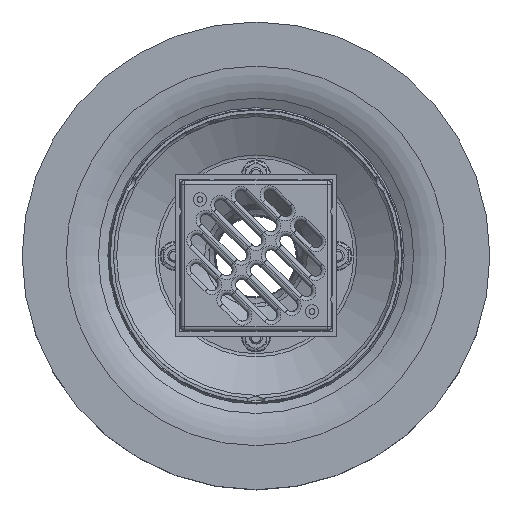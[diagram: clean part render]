
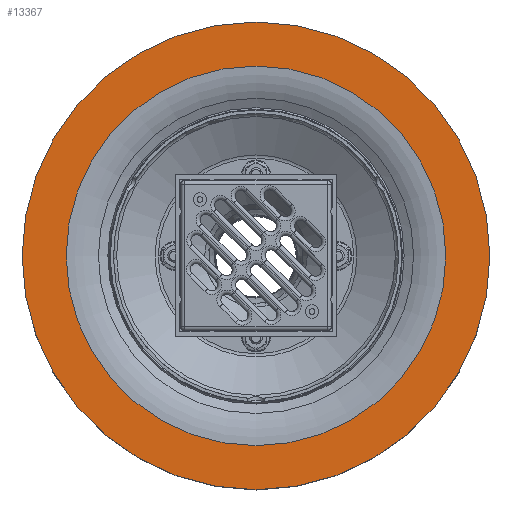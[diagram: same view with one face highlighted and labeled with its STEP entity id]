
A CAD part, top view. The second image highlights one B-rep face of the part: STEP entity #13367.
In plain terms, the highlighted planar face has unit normal (0, 0, 1).
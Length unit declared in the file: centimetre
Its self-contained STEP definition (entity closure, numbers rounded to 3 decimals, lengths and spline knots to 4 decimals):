
#158=FACE_BOUND('',#2825,.T.);
#788=PLANE('',#15123);
#1856=FACE_OUTER_BOUND('',#2824,.T.);
#2824=EDGE_LOOP('',(#12154));
#2825=EDGE_LOOP('',(#12155));
#5270=CIRCLE('',#15094,146.);
#5287=CIRCLE('',#15121,118.5);
#6450=VERTEX_POINT('',#25059);
#6464=VERTEX_POINT('',#25104);
#8346=EDGE_CURVE('',#6450,#6450,#5270,.T.);
#8366=EDGE_CURVE('',#6464,#6464,#5287,.T.);
#12154=ORIENTED_EDGE('',*,*,#8346,.F.);
#12155=ORIENTED_EDGE('',*,*,#8366,.T.);
#13367=ADVANCED_FACE('',(#1856,#158),#788,.T.);
#15094=AXIS2_PLACEMENT_3D('',#25061,#19298,#19299);
#15121=AXIS2_PLACEMENT_3D('',#25105,#19355,#19356);
#15123=AXIS2_PLACEMENT_3D('',#25107,#19359,#19360);
#19298=DIRECTION('center_axis',(0.,0.,-1.));
#19299=DIRECTION('ref_axis',(1.,0.,0.));
#19355=DIRECTION('center_axis',(0.,0.,-1.));
#19356=DIRECTION('ref_axis',(1.,0.,0.));
#19359=DIRECTION('center_axis',(0.,0.,1.));
#19360=DIRECTION('ref_axis',(0.,-1.,0.));
#25059=CARTESIAN_POINT('',(146.,0.,335.));
#25061=CARTESIAN_POINT('Origin',(0.,0.,335.));
#25104=CARTESIAN_POINT('',(0.,-118.5,335.));
#25105=CARTESIAN_POINT('Origin',(0.,0.,335.));
#25107=CARTESIAN_POINT('Origin',(-146.,0.,335.));
